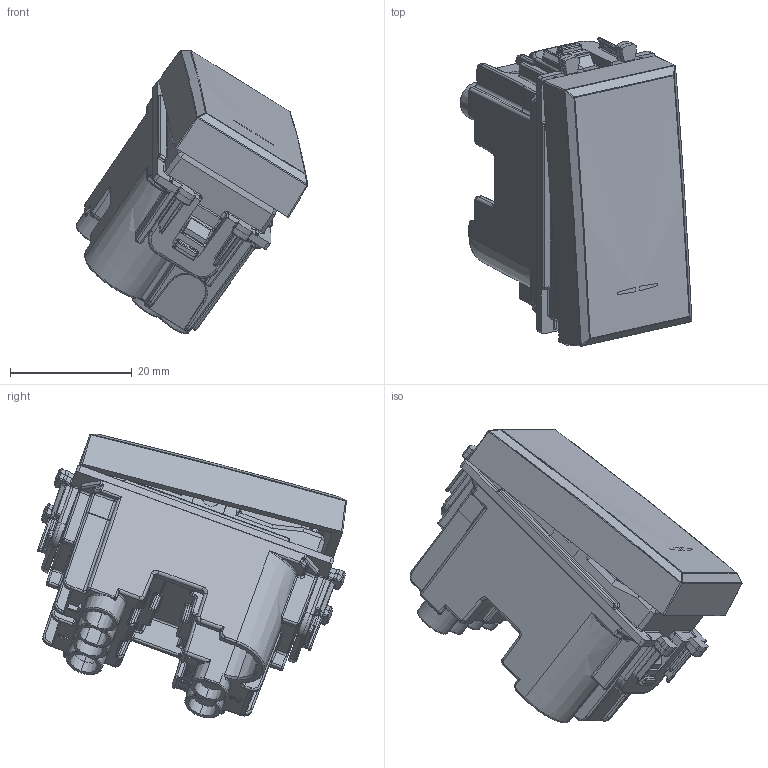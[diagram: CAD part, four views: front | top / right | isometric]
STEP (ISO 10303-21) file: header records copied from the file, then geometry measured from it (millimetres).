
FILE_DESCRIPTION(('CATIA V5 STEP Exchange'),'2;1');
FILE_NAME('443001.stp','2024-02-16T07:35:36+00:00',('none'),('none'),'CATIA Version 5-6 Release 2016 SP6','CATIA V5 STEP AP203','none');
FILE_SCHEMA(('CONFIG_CONTROL_DESIGN'));
Length unit declared in the file: millimetre
Products named in the file (1): 443001
Assembly tree (10 placements, depth 2):
  443001
    #57
    #54987
    #109992
    #142195
    #171372
    #173942
    #175597  x2
    #177510  x2
Bounding box: 38.16 x 50.84 x 46.7 mm (x, y, z)
Volume: 14207.5 mm3; surface area: 22602.3 mm2
Topology: 12 solids, 12 shells, 4755 faces, 12456 edges, 7508 vertices
Faces by surface type: plane 2013, cylinder 1530, bspline 669, sphere 209, cone 169, torus 127, extrusion 34, revolution 4
Entity records: 178347 total; most frequent: CARTESIAN_POINT 78564, ORIENTED_EDGE 23962, DIRECTION 14701, EDGE_CURVE 11981, VERTEX_POINT 7362, VECTOR 6258, LINE 6224, AXIS2_PLACEMENT_3D 5051
